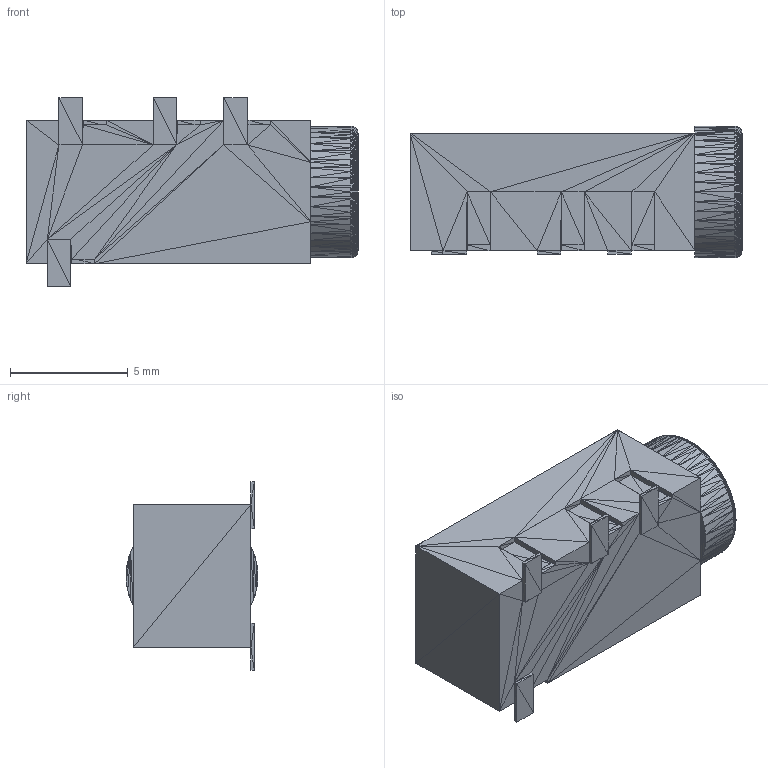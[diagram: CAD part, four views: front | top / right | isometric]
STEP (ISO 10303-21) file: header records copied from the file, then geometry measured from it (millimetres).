
FILE_DESCRIPTION(('STEP AP214'),'1');
FILE_NAME('12639.stp','2024-11-12T20:24:53',(' '),(' '),'Spatial InterOp 3D',' ',' ');
FILE_SCHEMA(('automotive_design'));
Length unit declared in the file: metre
Products named in the file (1): Root
Bounding box: 14.1 x 5.6 x 8 mm (x, y, z)
Surface area: 560.8 mm2 (no closed solid volume)
Topology: 0 solids, 2310 shells, 2310 faces, 6930 edges, 5776 vertices
Faces by surface type: plane 2310
Entity records: 80876 total; most frequent: DIRECTION 11552, ORIENTED_EDGE 6930, EDGE_CURVE 6930, LINE 6930, VECTOR 6930, CARTESIAN_POINT 5777, VERTEX_POINT 5776, AXIS2_PLACEMENT_3D 2311
